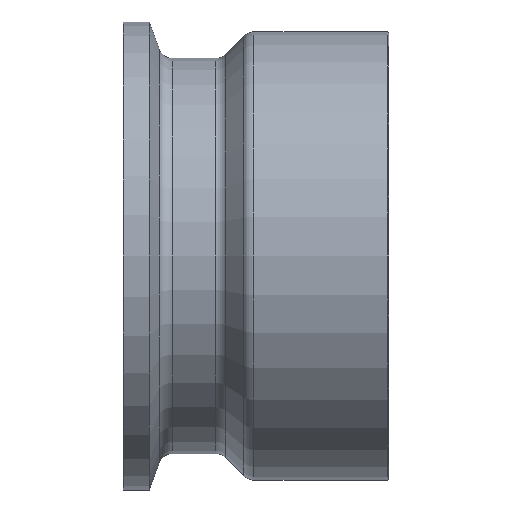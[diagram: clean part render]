
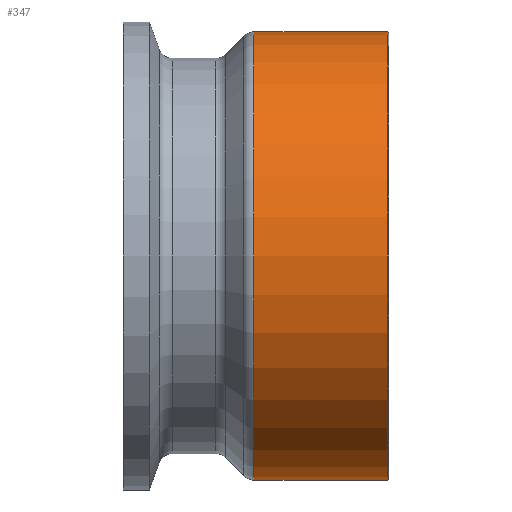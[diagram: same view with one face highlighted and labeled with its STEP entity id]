
A CAD part, front view. The second image highlights one B-rep face of the part: STEP entity #347.
In plain terms, the highlighted cylindrical face has radius 24.13 mm (diameter 48.26 mm), a full revolution.
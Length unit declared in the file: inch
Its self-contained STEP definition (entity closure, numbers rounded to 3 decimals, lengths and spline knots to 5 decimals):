
#23=CYLINDRICAL_SURFACE('',#410,0.95);
#29=LINE('',#642,#38);
#38=VECTOR('',#512,0.95);
#55=FACE_OUTER_BOUND('',#76,.T.);
#76=EDGE_LOOP('',(#266,#267,#268,#269,#270,#271));
#110=CIRCLE('',#407,0.95);
#111=CIRCLE('',#408,0.95);
#113=CIRCLE('',#411,0.95);
#114=CIRCLE('',#412,0.95);
#152=VERTEX_POINT('',#633);
#153=VERTEX_POINT('',#634);
#154=VERTEX_POINT('',#639);
#155=VERTEX_POINT('',#640);
#193=EDGE_CURVE('',#152,#153,#110,.T.);
#194=EDGE_CURVE('',#153,#152,#111,.T.);
#196=EDGE_CURVE('',#154,#155,#113,.T.);
#197=EDGE_CURVE('',#154,#153,#29,.T.);
#198=EDGE_CURVE('',#155,#154,#114,.T.);
#266=ORIENTED_EDGE('',*,*,#196,.F.);
#267=ORIENTED_EDGE('',*,*,#197,.T.);
#268=ORIENTED_EDGE('',*,*,#193,.F.);
#269=ORIENTED_EDGE('',*,*,#194,.F.);
#270=ORIENTED_EDGE('',*,*,#197,.F.);
#271=ORIENTED_EDGE('',*,*,#198,.F.);
#347=ADVANCED_FACE('',(#55),#23,.T.);
#407=AXIS2_PLACEMENT_3D('',#635,#502,#503);
#408=AXIS2_PLACEMENT_3D('',#636,#504,#505);
#410=AXIS2_PLACEMENT_3D('',#638,#508,#509);
#411=AXIS2_PLACEMENT_3D('',#641,#510,#511);
#412=AXIS2_PLACEMENT_3D('',#643,#513,#514);
#502=DIRECTION('center_axis',(-1.,0.,0.));
#503=DIRECTION('ref_axis',(0.,-1.,0.));
#504=DIRECTION('center_axis',(-1.,0.,0.));
#505=DIRECTION('ref_axis',(0.,-1.,0.));
#508=DIRECTION('center_axis',(1.,0.,0.));
#509=DIRECTION('ref_axis',(0.,1.,0.));
#510=DIRECTION('center_axis',(1.,0.,0.));
#511=DIRECTION('ref_axis',(0.,-1.,0.));
#512=DIRECTION('',(-1.,0.,0.));
#513=DIRECTION('center_axis',(1.,0.,0.));
#514=DIRECTION('ref_axis',(0.,-1.,0.));
#633=CARTESIAN_POINT('',(0.5534,0.,0.95));
#634=CARTESIAN_POINT('',(0.5534,-0.95,0.));
#635=CARTESIAN_POINT('Origin',(0.5534,0.,0.));
#636=CARTESIAN_POINT('Origin',(0.5534,0.,0.));
#638=CARTESIAN_POINT('Origin',(0.82678,0.,0.));
#639=CARTESIAN_POINT('',(1.12,-0.95,0.));
#640=CARTESIAN_POINT('',(1.12,0.,0.95));
#641=CARTESIAN_POINT('Origin',(1.12,0.,0.));
#642=CARTESIAN_POINT('',(0.82678,-0.95,0.));
#643=CARTESIAN_POINT('Origin',(1.12,0.,0.));
